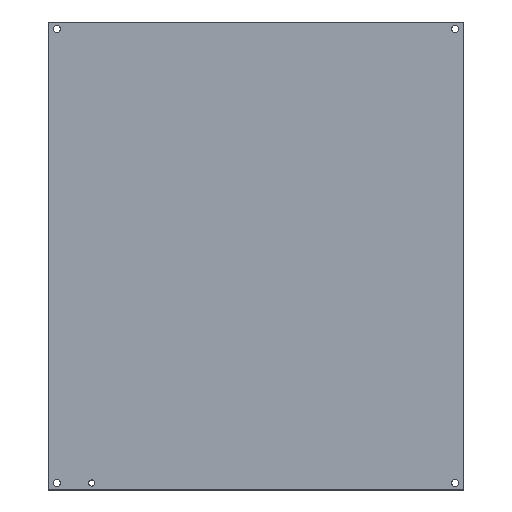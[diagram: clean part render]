
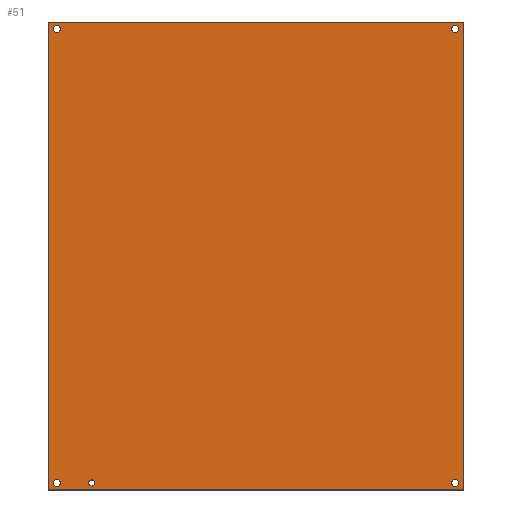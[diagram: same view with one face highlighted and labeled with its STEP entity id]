
A CAD part, top view. The second image highlights one B-rep face of the part: STEP entity #51.
In plain terms, the highlighted planar face has unit normal (0, 0, 1).
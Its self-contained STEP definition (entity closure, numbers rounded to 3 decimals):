
#51=ADVANCED_FACE('NONE',(#73,#74,#75,#76,#77,#78),#79,.F.);
#73=FACE_OUTER_BOUND('',#115,.T.);
#74=FACE_BOUND('',#116,.T.);
#75=FACE_BOUND('',#117,.T.);
#76=FACE_BOUND('',#118,.T.);
#77=FACE_BOUND('',#119,.T.);
#78=FACE_BOUND('',#120,.T.);
#79=PLANE('',#121);
#115=EDGE_LOOP('',(#182,#183,#184,#185));
#116=EDGE_LOOP('',(#186,#187));
#117=EDGE_LOOP('',(#188,#189));
#118=EDGE_LOOP('',(#190,#191));
#119=EDGE_LOOP('',(#192,#193));
#120=EDGE_LOOP('',(#194,#195));
#121=AXIS2_PLACEMENT_3D('',#196,#197,#198);
#182=ORIENTED_EDGE('',*,*,#299,.T.);
#183=ORIENTED_EDGE('',*,*,#300,.T.);
#184=ORIENTED_EDGE('',*,*,#301,.T.);
#185=ORIENTED_EDGE('',*,*,#302,.T.);
#186=ORIENTED_EDGE('',*,*,#283,.F.);
#187=ORIENTED_EDGE('',*,*,#303,.F.);
#188=ORIENTED_EDGE('',*,*,#291,.F.);
#189=ORIENTED_EDGE('',*,*,#304,.F.);
#190=ORIENTED_EDGE('',*,*,#295,.F.);
#191=ORIENTED_EDGE('',*,*,#305,.F.);
#192=ORIENTED_EDGE('',*,*,#287,.F.);
#193=ORIENTED_EDGE('',*,*,#306,.F.);
#194=ORIENTED_EDGE('',*,*,#279,.F.);
#195=ORIENTED_EDGE('',*,*,#307,.F.);
#196=CARTESIAN_POINT('',(-188.976,212.725,1.829));
#197=DIRECTION('',(0.0,0.0,-1.0));
#198=DIRECTION('',(0.0,-1.0,0.0));
#279=EDGE_CURVE('NONE',#321,#322,#323,.T.);
#283=EDGE_CURVE('NONE',#329,#330,#331,.T.);
#287=EDGE_CURVE('NONE',#337,#338,#339,.T.);
#291=EDGE_CURVE('NONE',#345,#346,#347,.T.);
#295=EDGE_CURVE('NONE',#353,#354,#355,.T.);
#299=EDGE_CURVE('NONE',#361,#362,#363,.T.);
#300=EDGE_CURVE('NONE',#362,#364,#365,.T.);
#301=EDGE_CURVE('NONE',#364,#366,#367,.T.);
#302=EDGE_CURVE('NONE',#366,#361,#368,.T.);
#303=EDGE_CURVE('NONE',#330,#329,#369,.T.);
#304=EDGE_CURVE('NONE',#346,#345,#370,.T.);
#305=EDGE_CURVE('NONE',#354,#353,#371,.T.);
#306=EDGE_CURVE('NONE',#338,#337,#372,.T.);
#307=EDGE_CURVE('NONE',#322,#321,#373,.T.);
#321=VERTEX_POINT('NONE',#391);
#322=VERTEX_POINT('NONE',#392);
#323=CIRCLE('',#393,2.781);
#329=VERTEX_POINT('NONE',#401);
#330=VERTEX_POINT('NONE',#402);
#331=CIRCLE('',#403,3.175);
#337=VERTEX_POINT('NONE',#411);
#338=VERTEX_POINT('NONE',#412);
#339=CIRCLE('',#413,3.175);
#345=VERTEX_POINT('NONE',#421);
#346=VERTEX_POINT('NONE',#422);
#347=CIRCLE('',#423,3.175);
#353=VERTEX_POINT('NONE',#431);
#354=VERTEX_POINT('NONE',#432);
#355=CIRCLE('',#433,3.175);
#361=VERTEX_POINT('NONE',#441);
#362=VERTEX_POINT('NONE',#442);
#363=LINE('',#443,#444);
#364=VERTEX_POINT('NONE',#445);
#365=LINE('',#446,#447);
#366=VERTEX_POINT('NONE',#448);
#367=LINE('',#449,#450);
#368=LINE('',#451,#452);
#369=CIRCLE('',#453,3.175);
#370=CIRCLE('',#454,3.175);
#371=CIRCLE('',#455,3.175);
#372=CIRCLE('',#456,3.175);
#373=CIRCLE('',#457,2.781);
#391=CARTESIAN_POINT('',(-152.006,-206.375,1.829));
#392=CARTESIAN_POINT('',(-146.444,-206.375,1.829));
#393=AXIS2_PLACEMENT_3D('',#483,#484,#485);
#401=CARTESIAN_POINT('',(-184.15,-206.375,1.829));
#402=CARTESIAN_POINT('',(-177.8,-206.375,1.829));
#403=AXIS2_PLACEMENT_3D('',#491,#492,#493);
#411=CARTESIAN_POINT('',(177.8,-206.375,1.829));
#412=CARTESIAN_POINT('',(184.15,-206.375,1.829));
#413=AXIS2_PLACEMENT_3D('',#499,#500,#501);
#421=CARTESIAN_POINT('',(177.8,206.375,1.829));
#422=CARTESIAN_POINT('',(184.15,206.375,1.829));
#423=AXIS2_PLACEMENT_3D('',#507,#508,#509);
#431=CARTESIAN_POINT('',(-184.15,206.375,1.829));
#432=CARTESIAN_POINT('',(-177.8,206.375,1.829));
#433=AXIS2_PLACEMENT_3D('',#515,#516,#517);
#441=CARTESIAN_POINT('',(-188.976,212.725,1.829));
#442=CARTESIAN_POINT('',(-188.976,-212.725,1.829));
#443=CARTESIAN_POINT('',(-188.976,-212.725,1.829));
#444=VECTOR('',#523,1000.0);
#445=CARTESIAN_POINT('',(188.976,-212.725,1.829));
#446=CARTESIAN_POINT('',(-188.976,-212.725,1.829));
#447=VECTOR('',#524,1000.0);
#448=CARTESIAN_POINT('',(188.976,212.725,1.829));
#449=CARTESIAN_POINT('',(188.976,-212.725,1.829));
#450=VECTOR('',#525,1000.0);
#451=CARTESIAN_POINT('',(-188.976,212.725,1.829));
#452=VECTOR('',#526,1000.0);
#453=AXIS2_PLACEMENT_3D('',#527,#528,#529);
#454=AXIS2_PLACEMENT_3D('',#530,#531,#532);
#455=AXIS2_PLACEMENT_3D('',#533,#534,#535);
#456=AXIS2_PLACEMENT_3D('',#536,#537,#538);
#457=AXIS2_PLACEMENT_3D('',#539,#540,#541);
#483=CARTESIAN_POINT('',(-149.225,-206.375,1.829));
#484=DIRECTION('',(0.0,0.0,1.0));
#485=DIRECTION('',(1.0,0.0,0.0));
#491=CARTESIAN_POINT('',(-180.975,-206.375,1.829));
#492=DIRECTION('',(0.0,0.0,1.0));
#493=DIRECTION('',(1.0,0.0,0.0));
#499=CARTESIAN_POINT('',(180.975,-206.375,1.829));
#500=DIRECTION('',(0.0,0.0,1.0));
#501=DIRECTION('',(1.0,0.0,0.0));
#507=CARTESIAN_POINT('',(180.975,206.375,1.829));
#508=DIRECTION('',(0.0,0.0,1.0));
#509=DIRECTION('',(1.0,0.0,0.0));
#515=CARTESIAN_POINT('',(-180.975,206.375,1.829));
#516=DIRECTION('',(0.0,0.0,1.0));
#517=DIRECTION('',(1.0,0.0,0.0));
#523=DIRECTION('',(0.,-1.0,0.0));
#524=DIRECTION('',(1.0,0.0,0.0));
#525=DIRECTION('',(0.,1.0,0.0));
#526=DIRECTION('',(-1.0,0.0,0.0));
#527=CARTESIAN_POINT('',(-180.975,-206.375,1.829));
#528=DIRECTION('',(0.0,0.0,1.0));
#529=DIRECTION('',(1.0,0.0,0.0));
#530=CARTESIAN_POINT('',(180.975,206.375,1.829));
#531=DIRECTION('',(0.0,0.0,1.0));
#532=DIRECTION('',(1.0,0.0,0.0));
#533=CARTESIAN_POINT('',(-180.975,206.375,1.829));
#534=DIRECTION('',(0.0,0.0,1.0));
#535=DIRECTION('',(1.0,0.0,0.0));
#536=CARTESIAN_POINT('',(180.975,-206.375,1.829));
#537=DIRECTION('',(0.0,0.0,1.0));
#538=DIRECTION('',(1.0,0.0,0.0));
#539=CARTESIAN_POINT('',(-149.225,-206.375,1.829));
#540=DIRECTION('',(0.0,0.0,1.0));
#541=DIRECTION('',(1.0,0.0,0.0));
